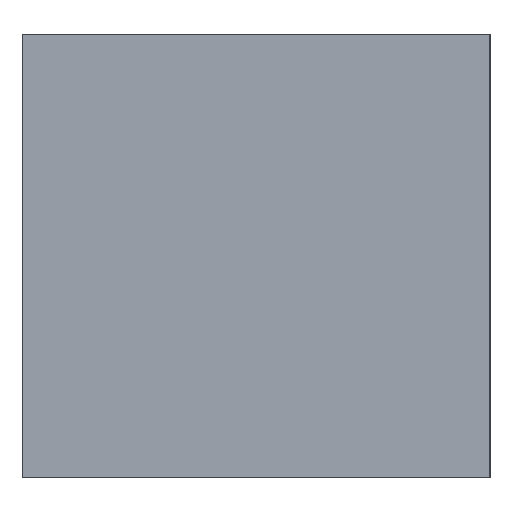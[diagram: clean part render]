
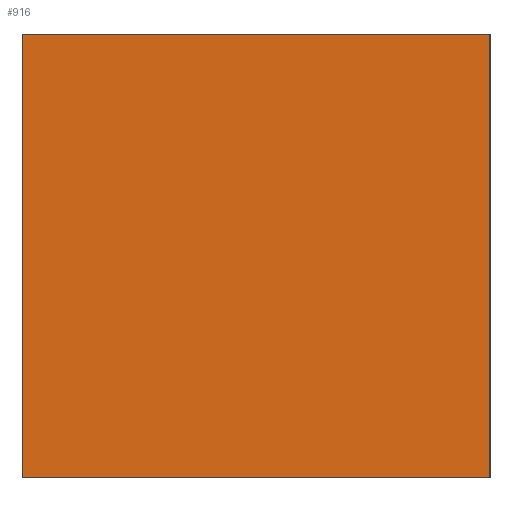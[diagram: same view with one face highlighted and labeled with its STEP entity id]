
A CAD part, left-side view. The second image highlights one B-rep face of the part: STEP entity #916.
In plain terms, the highlighted planar face has unit normal (-1, 0, 0).
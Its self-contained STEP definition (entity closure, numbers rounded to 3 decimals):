
#137 = DIRECTION ( 'NONE',  ( 0., 0., 1. ) ) ;
#192 = EDGE_CURVE ( 'NONE', #1799, #689, #1137, .T. ) ;
#216 = EDGE_CURVE ( 'NONE', #689, #1225, #1124, .T. ) ;
#255 = LINE ( 'NONE', #807, #1476 ) ;
#394 = VECTOR ( 'NONE', #2009, 1000. ) ;
#448 = DIRECTION ( 'NONE',  ( 0., -1., 0. ) ) ;
#689 = VERTEX_POINT ( 'NONE', #959 ) ;
#801 = ORIENTED_EDGE ( 'NONE', *, *, #216, .T. ) ;
#807 = CARTESIAN_POINT ( 'NONE',  ( -40., 29., -55. ) ) ;
#848 = PLANE ( 'NONE',  #2105 ) ;
#916 = ADVANCED_FACE ( 'NONE', ( #1943 ), #848, .T. ) ;
#959 = CARTESIAN_POINT ( 'NONE',  ( -40., -29., -55. ) ) ;
#961 = CARTESIAN_POINT ( 'NONE',  ( -40., -29., 0. ) ) ;
#1042 = ORIENTED_EDGE ( 'NONE', *, *, #1973, .F. ) ;
#1124 = LINE ( 'NONE', #1852, #394 ) ;
#1127 = ORIENTED_EDGE ( 'NONE', *, *, #192, .T. ) ;
#1137 = LINE ( 'NONE', #1322, #2101 ) ;
#1215 = VERTEX_POINT ( 'NONE', #2188 ) ;
#1225 = VERTEX_POINT ( 'NONE', #961 ) ;
#1322 = CARTESIAN_POINT ( 'NONE',  ( -40., -29., -55. ) ) ;
#1333 = CARTESIAN_POINT ( 'NONE',  ( -40., -29., 0. ) ) ;
#1476 = VECTOR ( 'NONE', #1489, 1000. ) ;
#1480 = EDGE_LOOP ( 'NONE', ( #1042, #1903, #1127, #801 ) ) ;
#1489 = DIRECTION ( 'NONE',  ( 0., 0., 1. ) ) ;
#1496 = LINE ( 'NONE', #1333, #2091 ) ;
#1586 = EDGE_CURVE ( 'NONE', #1799, #1215, #255, .T. ) ;
#1799 = VERTEX_POINT ( 'NONE', #1873 ) ;
#1820 = DIRECTION ( 'NONE',  ( 0., -1., 0. ) ) ;
#1852 = CARTESIAN_POINT ( 'NONE',  ( -40., -29., -55. ) ) ;
#1873 = CARTESIAN_POINT ( 'NONE',  ( -40., 29., -55. ) ) ;
#1903 = ORIENTED_EDGE ( 'NONE', *, *, #1586, .F. ) ;
#1931 = DIRECTION ( 'NONE',  ( -1., 0., 0. ) ) ;
#1943 = FACE_OUTER_BOUND ( 'NONE', #1480, .T. ) ;
#1973 = EDGE_CURVE ( 'NONE', #1215, #1225, #1496, .T. ) ;
#2009 = DIRECTION ( 'NONE',  ( 0., 0., 1. ) ) ;
#2091 = VECTOR ( 'NONE', #448, 1000. ) ;
#2100 = CARTESIAN_POINT ( 'NONE',  ( -40., -29., -55. ) ) ;
#2101 = VECTOR ( 'NONE', #1820, 1000. ) ;
#2105 = AXIS2_PLACEMENT_3D ( 'NONE', #2100, #1931, #137 ) ;
#2188 = CARTESIAN_POINT ( 'NONE',  ( -40., 29., 0. ) ) ;
